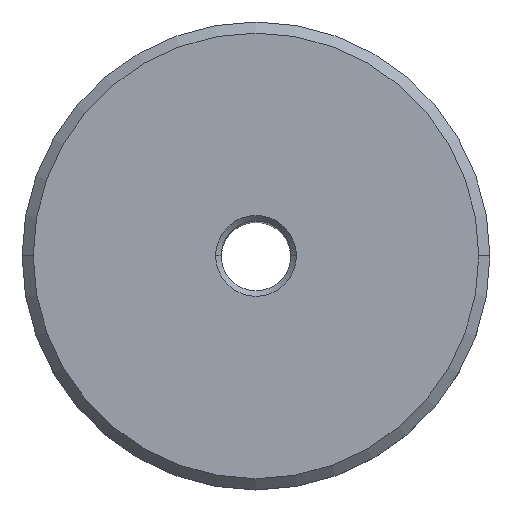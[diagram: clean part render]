
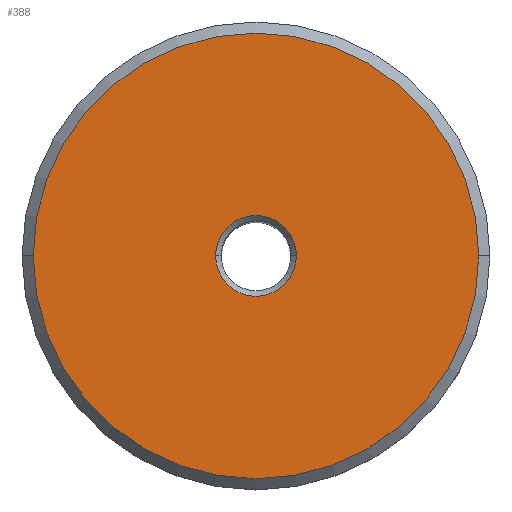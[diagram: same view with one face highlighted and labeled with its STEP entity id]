
A CAD part, top view. The second image highlights one B-rep face of the part: STEP entity #388.
In plain terms, the highlighted planar face has unit normal (0, 0, 1).
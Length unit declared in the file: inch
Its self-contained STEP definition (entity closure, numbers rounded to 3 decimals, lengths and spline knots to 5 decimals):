
#31 = DIRECTION ( 'NONE',  ( 0., 0., 1. ) ) ;
#129 = CARTESIAN_POINT ( 'NONE',  ( -0.10875, 0., 0. ) ) ;
#147 = VERTEX_POINT ( 'NONE', #1006 ) ;
#167 = DIRECTION ( 'NONE',  ( 0., 0., 1. ) ) ;
#182 = CARTESIAN_POINT ( 'NONE',  ( 0., 0., 0. ) ) ;
#208 = CIRCLE ( 'NONE', #1070, 0.10875 ) ;
#231 = FACE_OUTER_BOUND ( 'NONE', #643, .T. ) ;
#286 = DIRECTION ( 'NONE',  ( -1., 0., 0. ) ) ;
#288 = EDGE_CURVE ( 'NONE', #594, #1085, #801, .T. ) ;
#307 = VERTEX_POINT ( 'NONE', #129 ) ;
#323 = DIRECTION ( 'NONE',  ( 0., 0., -1. ) ) ;
#340 = CARTESIAN_POINT ( 'NONE',  ( 0., 0., 0. ) ) ;
#370 = DIRECTION ( 'NONE',  ( -1., 0., 0. ) ) ;
#388 = ADVANCED_FACE ( 'NONE', ( #231, #393 ), #1098, .F. ) ;
#393 = FACE_BOUND ( 'NONE', #748, .T. ) ;
#397 = CARTESIAN_POINT ( 'NONE',  ( 0., 0., 0. ) ) ;
#405 = DIRECTION ( 'NONE',  ( -1., 0., 0. ) ) ;
#421 = EDGE_CURVE ( 'NONE', #147, #307, #601, .T. ) ;
#424 = DIRECTION ( 'NONE',  ( -1., 0., 0. ) ) ;
#441 = CARTESIAN_POINT ( 'NONE',  ( 0.59992, 0., 0. ) ) ;
#446 = ORIENTED_EDGE ( 'NONE', *, *, #974, .T. ) ;
#459 = AXIS2_PLACEMENT_3D ( 'NONE', #536, #31, #370 ) ;
#464 = DIRECTION ( 'NONE',  ( 0., 0., -1. ) ) ;
#482 = AXIS2_PLACEMENT_3D ( 'NONE', #340, #167, #424 ) ;
#536 = CARTESIAN_POINT ( 'NONE',  ( 0., 0., 0. ) ) ;
#546 = ORIENTED_EDGE ( 'NONE', *, *, #421, .T. ) ;
#594 = VERTEX_POINT ( 'NONE', #869 ) ;
#601 = CIRCLE ( 'NONE', #1069, 0.10875 ) ;
#643 = EDGE_LOOP ( 'NONE', ( #655, #446 ) ) ;
#655 = ORIENTED_EDGE ( 'NONE', *, *, #288, .T. ) ;
#718 = EDGE_CURVE ( 'NONE', #307, #147, #208, .T. ) ;
#748 = EDGE_LOOP ( 'NONE', ( #546, #1078 ) ) ;
#752 = DIRECTION ( 'NONE',  ( 0., 0., -1. ) ) ;
#801 = CIRCLE ( 'NONE', #459, 0.59992 ) ;
#842 = CIRCLE ( 'NONE', #482, 0.59992 ) ;
#844 = DIRECTION ( 'NONE',  ( -1., 0., 0. ) ) ;
#869 = CARTESIAN_POINT ( 'NONE',  ( -0.59992, 0., 0. ) ) ;
#924 = CARTESIAN_POINT ( 'NONE',  ( 0., 0.62992, 0. ) ) ;
#974 = EDGE_CURVE ( 'NONE', #1085, #594, #842, .T. ) ;
#1006 = CARTESIAN_POINT ( 'NONE',  ( 0.10875, 0., 0. ) ) ;
#1069 = AXIS2_PLACEMENT_3D ( 'NONE', #397, #752, #844 ) ;
#1070 = AXIS2_PLACEMENT_3D ( 'NONE', #182, #464, #286 ) ;
#1078 = ORIENTED_EDGE ( 'NONE', *, *, #718, .T. ) ;
#1085 = VERTEX_POINT ( 'NONE', #441 ) ;
#1098 = PLANE ( 'NONE',  #1108 ) ;
#1108 = AXIS2_PLACEMENT_3D ( 'NONE', #924, #323, #405 ) ;
